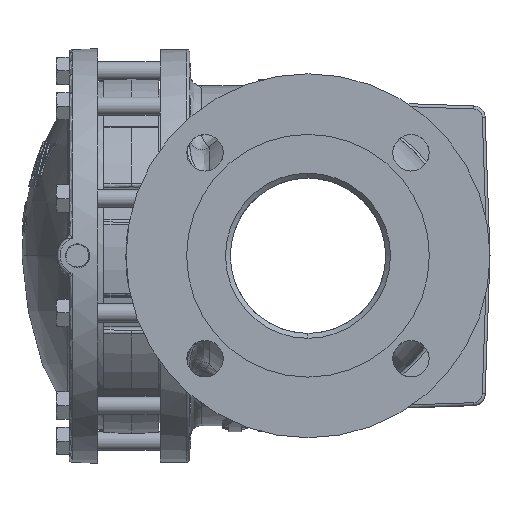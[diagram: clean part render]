
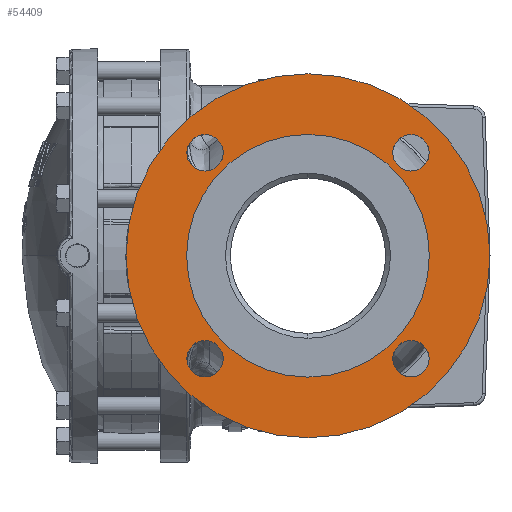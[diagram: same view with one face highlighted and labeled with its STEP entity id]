
A CAD part, left-side view. The second image highlights one B-rep face of the part: STEP entity #54409.
In plain terms, the highlighted planar face has unit normal (-1, 0, 0).
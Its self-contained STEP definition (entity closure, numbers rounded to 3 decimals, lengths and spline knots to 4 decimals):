
#653 = DIRECTION ( 'NONE',  ( -1., 0., 0. ) ) ;
#815 = CIRCLE ( 'NONE', #44280, 0.375 ) ;
#1254 = VERTEX_POINT ( 'NONE', #59048 ) ;
#1933 = ORIENTED_EDGE ( 'NONE', *, *, #43620, .T. ) ;
#2100 = DIRECTION ( 'NONE',  ( 0., 0., 1. ) ) ;
#2536 = DIRECTION ( 'NONE',  ( 0., 0., 1. ) ) ;
#2837 = CARTESIAN_POINT ( 'NONE',  ( -6.094, 2.1213, 2.1213 ) ) ;
#5476 = ORIENTED_EDGE ( 'NONE', *, *, #51875, .T. ) ;
#6547 = VERTEX_POINT ( 'NONE', #60230 ) ;
#6554 = PLANE ( 'NONE',  #64886 ) ;
#7855 = VERTEX_POINT ( 'NONE', #9767 ) ;
#8714 = CARTESIAN_POINT ( 'NONE',  ( -6.094, -2.1213, -1.7463 ) ) ;
#8793 = DIRECTION ( 'NONE',  ( 0., 0., 1. ) ) ;
#8960 = EDGE_LOOP ( 'NONE', ( #21317, #50657 ) ) ;
#9185 = CARTESIAN_POINT ( 'NONE',  ( -6.094, -2.1213, -2.1213 ) ) ;
#9767 = CARTESIAN_POINT ( 'NONE',  ( -6.094, 0., 2.5 ) ) ;
#10053 = CIRCLE ( 'NONE', #27310, 2.5 ) ;
#12087 = VERTEX_POINT ( 'NONE', #47766 ) ;
#12484 = DIRECTION ( 'NONE',  ( 0., 0., 1. ) ) ;
#12975 = EDGE_CURVE ( 'NONE', #39027, #56600, #815, .T. ) ;
#13045 = CIRCLE ( 'NONE', #62938, 3.75 ) ;
#13225 = DIRECTION ( 'NONE',  ( 1., 0., 0. ) ) ;
#13270 = CARTESIAN_POINT ( 'NONE',  ( -6.094, -2.1213, 2.1213 ) ) ;
#13867 = AXIS2_PLACEMENT_3D ( 'NONE', #9185, #50408, #15129 ) ;
#15077 = CIRCLE ( 'NONE', #72677, 3.75 ) ;
#15094 = EDGE_CURVE ( 'NONE', #56600, #39027, #32944, .T. ) ;
#15129 = DIRECTION ( 'NONE',  ( 0., 0., 1. ) ) ;
#18321 = CARTESIAN_POINT ( 'NONE',  ( -6.094, -2.1213, 1.7463 ) ) ;
#18747 = EDGE_CURVE ( 'NONE', #58555, #67527, #45718, .T. ) ;
#18764 = AXIS2_PLACEMENT_3D ( 'NONE', #2837, #44153, #8793 ) ;
#18767 = EDGE_CURVE ( 'NONE', #6547, #62150, #59501, .T. ) ;
#19211 = DIRECTION ( 'NONE',  ( 0., 0., 1. ) ) ;
#19309 = AXIS2_PLACEMENT_3D ( 'NONE', #36020, #653, #41983 ) ;
#20340 = AXIS2_PLACEMENT_3D ( 'NONE', #48533, #13225, #54427 ) ;
#20583 = DIRECTION ( 'NONE',  ( 1., 0., 0. ) ) ;
#20717 = CARTESIAN_POINT ( 'NONE',  ( -6.094, -2.1213, -2.1213 ) ) ;
#21317 = ORIENTED_EDGE ( 'NONE', *, *, #74209, .T. ) ;
#23219 = VERTEX_POINT ( 'NONE', #54039 ) ;
#24548 = DIRECTION ( 'NONE',  ( 1., 0., 0. ) ) ;
#26198 = DIRECTION ( 'NONE',  ( -1., 0., 0. ) ) ;
#26494 = EDGE_LOOP ( 'NONE', ( #70609, #41981 ) ) ;
#26608 = DIRECTION ( 'NONE',  ( 0., 0., 1. ) ) ;
#26741 = FACE_BOUND ( 'NONE', #66955, .T. ) ;
#27310 = AXIS2_PLACEMENT_3D ( 'NONE', #61482, #26198, #67426 ) ;
#27896 = CARTESIAN_POINT ( 'NONE',  ( -6.094, 2.1213, -1.7463 ) ) ;
#29700 = CIRCLE ( 'NONE', #31245, 0.375 ) ;
#29981 = CARTESIAN_POINT ( 'NONE',  ( -6.094, 2.5, 0. ) ) ;
#31245 = AXIS2_PLACEMENT_3D ( 'NONE', #20717, #61900, #26608 ) ;
#32490 = CARTESIAN_POINT ( 'NONE',  ( -6.094, 2.1213, 2.4963 ) ) ;
#32534 = CARTESIAN_POINT ( 'NONE',  ( -6.094, 0., 0. ) ) ;
#32924 = EDGE_LOOP ( 'NONE', ( #5476, #63374 ) ) ;
#32944 = CIRCLE ( 'NONE', #43391, 0.375 ) ;
#33914 = VERTEX_POINT ( 'NONE', #32490 ) ;
#35312 = ORIENTED_EDGE ( 'NONE', *, *, #36361, .T. ) ;
#35873 = ORIENTED_EDGE ( 'NONE', *, *, #39726, .T. ) ;
#36020 = CARTESIAN_POINT ( 'NONE',  ( -6.094, 0., 0. ) ) ;
#36361 = EDGE_CURVE ( 'NONE', #23219, #33914, #41214, .T. ) ;
#37084 = ORIENTED_EDGE ( 'NONE', *, *, #12975, .T. ) ;
#37461 = DIRECTION ( 'NONE',  ( -1., 0., 0. ) ) ;
#37908 = DIRECTION ( 'NONE',  ( 1., 0., 0. ) ) ;
#38146 = EDGE_CURVE ( 'NONE', #1254, #7855, #70528, .T. ) ;
#38497 = DIRECTION ( 'NONE',  ( 0., 0., 1. ) ) ;
#38725 = CIRCLE ( 'NONE', #53963, 0.375 ) ;
#39027 = VERTEX_POINT ( 'NONE', #18321 ) ;
#39726 = EDGE_CURVE ( 'NONE', #71593, #12087, #15077, .T. ) ;
#40212 = ORIENTED_EDGE ( 'NONE', *, *, #15094, .T. ) ;
#40606 = FACE_BOUND ( 'NONE', #32924, .T. ) ;
#40972 = CIRCLE ( 'NONE', #20340, 0.375 ) ;
#41214 = CIRCLE ( 'NONE', #18764, 0.375 ) ;
#41981 = ORIENTED_EDGE ( 'NONE', *, *, #38146, .F. ) ;
#41983 = DIRECTION ( 'NONE',  ( 0., 0., 1. ) ) ;
#43391 = AXIS2_PLACEMENT_3D ( 'NONE', #73174, #37908, #2536 ) ;
#43463 = CARTESIAN_POINT ( 'NONE',  ( -6.094, 0., -3.75 ) ) ;
#43620 = EDGE_CURVE ( 'NONE', #12087, #71593, #13045, .T. ) ;
#44153 = DIRECTION ( 'NONE',  ( 1., 0., 0. ) ) ;
#44280 = AXIS2_PLACEMENT_3D ( 'NONE', #13270, #54472, #19211 ) ;
#44332 = ORIENTED_EDGE ( 'NONE', *, *, #49964, .T. ) ;
#45718 = CIRCLE ( 'NONE', #70614, 0.375 ) ;
#47766 = CARTESIAN_POINT ( 'NONE',  ( -6.094, 0., 3.75 ) ) ;
#47800 = DIRECTION ( 'NONE',  ( -1., 0., 0. ) ) ;
#48533 = CARTESIAN_POINT ( 'NONE',  ( -6.094, 2.1213, 2.1213 ) ) ;
#49964 = EDGE_CURVE ( 'NONE', #33914, #23219, #40972, .T. ) ;
#50408 = DIRECTION ( 'NONE',  ( 1., 0., 0. ) ) ;
#50657 = ORIENTED_EDGE ( 'NONE', *, *, #18747, .T. ) ;
#51875 = EDGE_CURVE ( 'NONE', #62150, #6547, #29700, .T. ) ;
#53169 = EDGE_LOOP ( 'NONE', ( #40212, #37084 ) ) ;
#53963 = AXIS2_PLACEMENT_3D ( 'NONE', #59819, #24548, #65762 ) ;
#54039 = CARTESIAN_POINT ( 'NONE',  ( -6.094, 2.1213, 1.7463 ) ) ;
#54394 = FACE_OUTER_BOUND ( 'NONE', #63363, .T. ) ;
#54409 = ADVANCED_FACE ( 'NONE', ( #40606, #56222, #26741, #71949, #70059, #54394 ), #6554, .T. ) ;
#54427 = DIRECTION ( 'NONE',  ( 0., 0., 1. ) ) ;
#54472 = DIRECTION ( 'NONE',  ( 1., 0., 0. ) ) ;
#55413 = CARTESIAN_POINT ( 'NONE',  ( -6.094, -2.1213, 2.4963 ) ) ;
#55825 = CARTESIAN_POINT ( 'NONE',  ( -6.094, 2.1213, -2.1213 ) ) ;
#56222 = FACE_BOUND ( 'NONE', #53169, .T. ) ;
#56600 = VERTEX_POINT ( 'NONE', #55413 ) ;
#58555 = VERTEX_POINT ( 'NONE', #64418 ) ;
#59048 = CARTESIAN_POINT ( 'NONE',  ( -6.094, 0., -2.5 ) ) ;
#59501 = CIRCLE ( 'NONE', #13867, 0.375 ) ;
#59819 = CARTESIAN_POINT ( 'NONE',  ( -6.094, 2.1213, -2.1213 ) ) ;
#60230 = CARTESIAN_POINT ( 'NONE',  ( -6.094, -2.1213, -2.4963 ) ) ;
#61482 = CARTESIAN_POINT ( 'NONE',  ( -6.094, 0., 0. ) ) ;
#61760 = DIRECTION ( 'NONE',  ( 0., 0., 1. ) ) ;
#61900 = DIRECTION ( 'NONE',  ( 1., 0., 0. ) ) ;
#62150 = VERTEX_POINT ( 'NONE', #8714 ) ;
#62938 = AXIS2_PLACEMENT_3D ( 'NONE', #32534, #73749, #38497 ) ;
#63363 = EDGE_LOOP ( 'NONE', ( #1933, #35873 ) ) ;
#63374 = ORIENTED_EDGE ( 'NONE', *, *, #18767, .T. ) ;
#64418 = CARTESIAN_POINT ( 'NONE',  ( -6.094, 2.1213, -2.4963 ) ) ;
#64886 = AXIS2_PLACEMENT_3D ( 'NONE', #29981, #47800, #12484 ) ;
#65762 = DIRECTION ( 'NONE',  ( 0., 0., 1. ) ) ;
#66955 = EDGE_LOOP ( 'NONE', ( #44332, #35312 ) ) ;
#67426 = DIRECTION ( 'NONE',  ( 0., 0., 1. ) ) ;
#67527 = VERTEX_POINT ( 'NONE', #27896 ) ;
#70059 = FACE_BOUND ( 'NONE', #26494, .T. ) ;
#70528 = CIRCLE ( 'NONE', #19309, 2.5 ) ;
#70609 = ORIENTED_EDGE ( 'NONE', *, *, #74651, .F. ) ;
#70614 = AXIS2_PLACEMENT_3D ( 'NONE', #55825, #20583, #61760 ) ;
#71593 = VERTEX_POINT ( 'NONE', #43463 ) ;
#71949 = FACE_BOUND ( 'NONE', #8960, .T. ) ;
#72677 = AXIS2_PLACEMENT_3D ( 'NONE', #72736, #37461, #2100 ) ;
#72736 = CARTESIAN_POINT ( 'NONE',  ( -6.094, 0., 0. ) ) ;
#73174 = CARTESIAN_POINT ( 'NONE',  ( -6.094, -2.1213, 2.1213 ) ) ;
#73749 = DIRECTION ( 'NONE',  ( -1., 0., 0. ) ) ;
#74209 = EDGE_CURVE ( 'NONE', #67527, #58555, #38725, .T. ) ;
#74651 = EDGE_CURVE ( 'NONE', #7855, #1254, #10053, .T. ) ;
